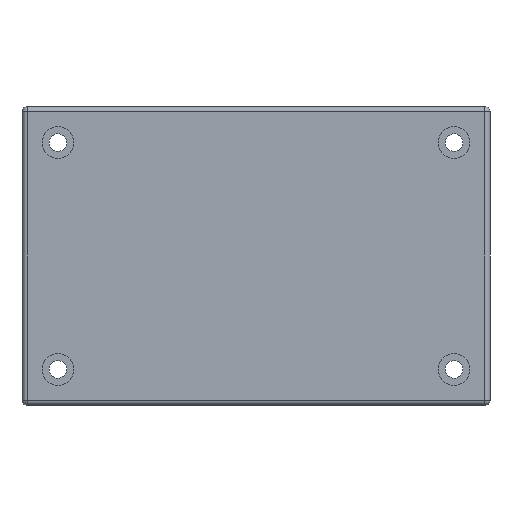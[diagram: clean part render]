
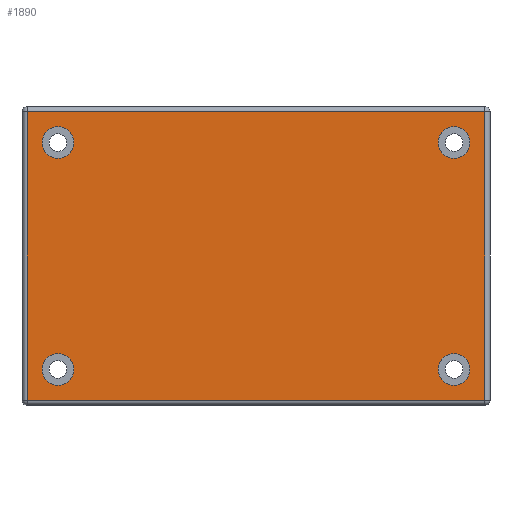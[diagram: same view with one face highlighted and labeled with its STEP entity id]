
A CAD part, front view. The second image highlights one B-rep face of the part: STEP entity #1890.
In plain terms, the highlighted planar face has unit normal (0, -1, 0).
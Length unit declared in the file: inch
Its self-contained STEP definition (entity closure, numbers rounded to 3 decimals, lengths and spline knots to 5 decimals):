
#10 = CIRCLE ( 'NONE', #631, 0.1525 ) ;
#12 = CARTESIAN_POINT ( 'NONE',  ( 4.025, -0.1, -0.225 ) ) ;
#21 = CARTESIAN_POINT ( 'NONE',  ( -0.12, -0.1, 0.07 ) ) ;
#39 = DIRECTION ( 'NONE',  ( -1., 0., 0. ) ) ;
#55 = EDGE_CURVE ( 'NONE', #1348, #517, #1702, .T. ) ;
#76 = CARTESIAN_POINT ( 'NONE',  ( 4.37, -0.1, -2.695 ) ) ;
#90 = AXIS2_PLACEMENT_3D ( 'NONE', #1519, #94, #1643 ) ;
#94 = DIRECTION ( 'NONE',  ( 0., -1., 0. ) ) ;
#97 = EDGE_LOOP ( 'NONE', ( #368, #1298, #249, #1337 ) ) ;
#122 = CIRCLE ( 'NONE', #320, 0.1525 ) ;
#202 = CARTESIAN_POINT ( 'NONE',  ( 0.225, -0.1, -0.0725 ) ) ;
#221 = EDGE_LOOP ( 'NONE', ( #1361, #1686 ) ) ;
#230 = EDGE_CURVE ( 'NONE', #835, #1600, #10, .T. ) ;
#249 = ORIENTED_EDGE ( 'NONE', *, *, #1582, .T. ) ;
#251 = DIRECTION ( 'NONE',  ( 1., 0., 0. ) ) ;
#261 = ORIENTED_EDGE ( 'NONE', *, *, #1389, .F. ) ;
#265 = ORIENTED_EDGE ( 'NONE', *, *, #985, .F. ) ;
#268 = DIRECTION ( 'NONE',  ( 0., -1., 0. ) ) ;
#280 = AXIS2_PLACEMENT_3D ( 'NONE', #591, #268, #734 ) ;
#291 = DIRECTION ( 'NONE',  ( 0., -1., 0. ) ) ;
#304 = VECTOR ( 'NONE', #251, 39.37008 ) ;
#305 = VERTEX_POINT ( 'NONE', #1740 ) ;
#320 = AXIS2_PLACEMENT_3D ( 'NONE', #1056, #1692, #1745 ) ;
#337 = CARTESIAN_POINT ( 'NONE',  ( -0.07, -0.1, -2.695 ) ) ;
#345 = VERTEX_POINT ( 'NONE', #337 ) ;
#350 = CARTESIAN_POINT ( 'NONE',  ( 4.025, -0.1, -0.225 ) ) ;
#368 = ORIENTED_EDGE ( 'NONE', *, *, #428, .T. ) ;
#409 = CIRCLE ( 'NONE', #659, 0.1525 ) ;
#421 = CARTESIAN_POINT ( 'NONE',  ( -0.07, -0.1, 0.07 ) ) ;
#428 = EDGE_CURVE ( 'NONE', #517, #984, #1460, .T. ) ;
#432 = CIRCLE ( 'NONE', #1583, 0.1525 ) ;
#451 = CARTESIAN_POINT ( 'NONE',  ( -0.07, -0.1, -2.745 ) ) ;
#461 = DIRECTION ( 'NONE',  ( 0., -1., 0. ) ) ;
#494 = ORIENTED_EDGE ( 'NONE', *, *, #2061, .F. ) ;
#500 = DIRECTION ( 'NONE',  ( 0., -1., 0. ) ) ;
#517 = VERTEX_POINT ( 'NONE', #860 ) ;
#523 = DIRECTION ( 'NONE',  ( 0., 0., -1. ) ) ;
#581 = FACE_BOUND ( 'NONE', #1757, .T. ) ;
#591 = CARTESIAN_POINT ( 'NONE',  ( 0.225, -0.1, -0.225 ) ) ;
#592 = AXIS2_PLACEMENT_3D ( 'NONE', #1731, #461, #1098 ) ;
#630 = CARTESIAN_POINT ( 'NONE',  ( 4.32, -0.1, -2.695 ) ) ;
#631 = AXIS2_PLACEMENT_3D ( 'NONE', #930, #1728, #1592 ) ;
#659 = AXIS2_PLACEMENT_3D ( 'NONE', #1741, #291, #916 ) ;
#663 = VERTEX_POINT ( 'NONE', #1925 ) ;
#669 = VECTOR ( 'NONE', #1694, 39.37008 ) ;
#734 = DIRECTION ( 'NONE',  ( 0., 0., -1. ) ) ;
#795 = CARTESIAN_POINT ( 'NONE',  ( 0.225, -0.1, -2.4 ) ) ;
#799 = ORIENTED_EDGE ( 'NONE', *, *, #230, .F. ) ;
#821 = VERTEX_POINT ( 'NONE', #1644 ) ;
#835 = VERTEX_POINT ( 'NONE', #1549 ) ;
#860 = CARTESIAN_POINT ( 'NONE',  ( 4.32, -0.1, 0.07 ) ) ;
#916 = DIRECTION ( 'NONE',  ( 0., 0., -1. ) ) ;
#922 = LINE ( 'NONE', #451, #1671 ) ;
#930 = CARTESIAN_POINT ( 'NONE',  ( 4.025, -0.1, -2.4 ) ) ;
#979 = DIRECTION ( 'NONE',  ( 0., -1., 0. ) ) ;
#984 = VERTEX_POINT ( 'NONE', #421 ) ;
#985 = EDGE_CURVE ( 'NONE', #1600, #835, #122, .T. ) ;
#1000 = CIRCLE ( 'NONE', #280, 0.1525 ) ;
#1008 = VECTOR ( 'NONE', #39, 39.37008 ) ;
#1041 = EDGE_CURVE ( 'NONE', #1437, #821, #2031, .T. ) ;
#1055 = CARTESIAN_POINT ( 'NONE',  ( 0.225, -0.1, -2.2475 ) ) ;
#1056 = CARTESIAN_POINT ( 'NONE',  ( 4.025, -0.1, -2.4 ) ) ;
#1060 = CARTESIAN_POINT ( 'NONE',  ( 4.32, -0.1, 0.12 ) ) ;
#1089 = DIRECTION ( 'NONE',  ( 0., 0., -1. ) ) ;
#1098 = DIRECTION ( 'NONE',  ( 0., 0., -1. ) ) ;
#1157 = EDGE_CURVE ( 'NONE', #1372, #663, #432, .T. ) ;
#1194 = FACE_BOUND ( 'NONE', #221, .T. ) ;
#1218 = PLANE ( 'NONE',  #90 ) ;
#1287 = DIRECTION ( 'NONE',  ( 0., -1., 0. ) ) ;
#1298 = ORIENTED_EDGE ( 'NONE', *, *, #1396, .T. ) ;
#1309 = AXIS2_PLACEMENT_3D ( 'NONE', #12, #1287, #1443 ) ;
#1325 = LINE ( 'NONE', #76, #304 ) ;
#1337 = ORIENTED_EDGE ( 'NONE', *, *, #55, .T. ) ;
#1346 = EDGE_LOOP ( 'NONE', ( #265, #799 ) ) ;
#1348 = VERTEX_POINT ( 'NONE', #630 ) ;
#1356 = ORIENTED_EDGE ( 'NONE', *, *, #2048, .F. ) ;
#1361 = ORIENTED_EDGE ( 'NONE', *, *, #1712, .F. ) ;
#1372 = VERTEX_POINT ( 'NONE', #1909 ) ;
#1389 = EDGE_CURVE ( 'NONE', #1836, #305, #409, .T. ) ;
#1396 = EDGE_CURVE ( 'NONE', #984, #345, #922, .T. ) ;
#1431 = DIRECTION ( 'NONE',  ( 0., 0., -1. ) ) ;
#1437 = VERTEX_POINT ( 'NONE', #202 ) ;
#1443 = DIRECTION ( 'NONE',  ( 0., 0., -1. ) ) ;
#1460 = LINE ( 'NONE', #21, #1008 ) ;
#1506 = EDGE_LOOP ( 'NONE', ( #494, #1687 ) ) ;
#1519 = CARTESIAN_POINT ( 'NONE',  ( 0., -0.1, 0. ) ) ;
#1531 = FACE_OUTER_BOUND ( 'NONE', #97, .T. ) ;
#1549 = CARTESIAN_POINT ( 'NONE',  ( 4.025, -0.1, -2.2475 ) ) ;
#1582 = EDGE_CURVE ( 'NONE', #345, #1348, #1325, .T. ) ;
#1583 = AXIS2_PLACEMENT_3D ( 'NONE', #350, #979, #523 ) ;
#1592 = DIRECTION ( 'NONE',  ( 0., 0., -1. ) ) ;
#1600 = VERTEX_POINT ( 'NONE', #1813 ) ;
#1643 = DIRECTION ( 'NONE',  ( 0., 0., -1. ) ) ;
#1644 = CARTESIAN_POINT ( 'NONE',  ( 0.225, -0.1, -0.3775 ) ) ;
#1671 = VECTOR ( 'NONE', #1089, 39.37008 ) ;
#1686 = ORIENTED_EDGE ( 'NONE', *, *, #1041, .F. ) ;
#1687 = ORIENTED_EDGE ( 'NONE', *, *, #1157, .F. ) ;
#1692 = DIRECTION ( 'NONE',  ( 0., -1., 0. ) ) ;
#1694 = DIRECTION ( 'NONE',  ( 0., 0., 1. ) ) ;
#1702 = LINE ( 'NONE', #1060, #669 ) ;
#1712 = EDGE_CURVE ( 'NONE', #821, #1437, #1000, .T. ) ;
#1728 = DIRECTION ( 'NONE',  ( 0., -1., 0. ) ) ;
#1731 = CARTESIAN_POINT ( 'NONE',  ( 0.225, -0.1, -0.225 ) ) ;
#1740 = CARTESIAN_POINT ( 'NONE',  ( 0.225, -0.1, -2.5525 ) ) ;
#1741 = CARTESIAN_POINT ( 'NONE',  ( 0.225, -0.1, -2.4 ) ) ;
#1745 = DIRECTION ( 'NONE',  ( 0., 0., -1. ) ) ;
#1757 = EDGE_LOOP ( 'NONE', ( #1356, #261 ) ) ;
#1813 = CARTESIAN_POINT ( 'NONE',  ( 4.025, -0.1, -2.5525 ) ) ;
#1833 = FACE_BOUND ( 'NONE', #1346, .T. ) ;
#1836 = VERTEX_POINT ( 'NONE', #1055 ) ;
#1843 = FACE_BOUND ( 'NONE', #1506, .T. ) ;
#1855 = AXIS2_PLACEMENT_3D ( 'NONE', #795, #500, #1431 ) ;
#1890 = ADVANCED_FACE ( 'NONE', ( #1531, #1194, #1833, #1843, #581 ), #1218, .T. ) ;
#1909 = CARTESIAN_POINT ( 'NONE',  ( 4.025, -0.1, -0.0725 ) ) ;
#1925 = CARTESIAN_POINT ( 'NONE',  ( 4.025, -0.1, -0.3775 ) ) ;
#2026 = CIRCLE ( 'NONE', #1855, 0.1525 ) ;
#2031 = CIRCLE ( 'NONE', #592, 0.1525 ) ;
#2048 = EDGE_CURVE ( 'NONE', #305, #1836, #2026, .T. ) ;
#2053 = CIRCLE ( 'NONE', #1309, 0.1525 ) ;
#2061 = EDGE_CURVE ( 'NONE', #663, #1372, #2053, .T. ) ;
